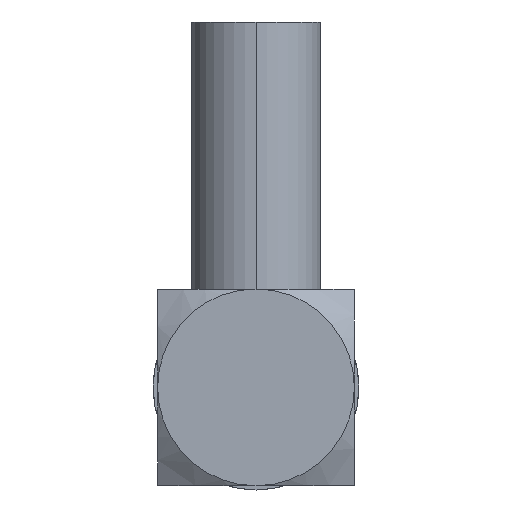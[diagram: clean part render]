
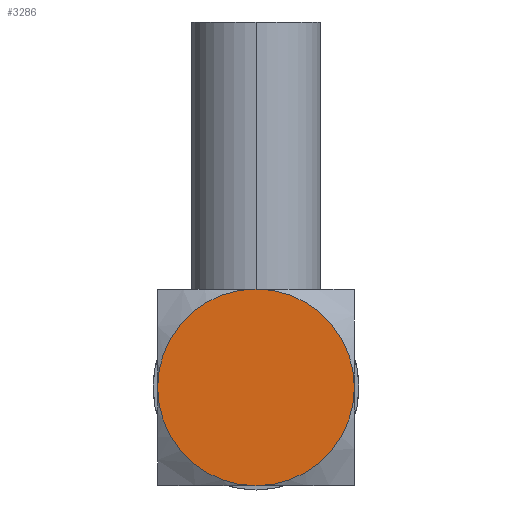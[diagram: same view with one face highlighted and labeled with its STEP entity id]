
A CAD part, front view. The second image highlights one B-rep face of the part: STEP entity #3286.
In plain terms, the highlighted planar face has unit normal (0, -1, 0).
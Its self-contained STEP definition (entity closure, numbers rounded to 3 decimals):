
#10=CARTESIAN_POINT('',(-3.5,-11.75,-3.));
#53=CARTESIAN_POINT('',(0.,-11.75,-3.));
#54=DIRECTION('',(0.,1.,0.));
#55=DIRECTION('',(0.,0.,-1.));
#56=AXIS2_PLACEMENT_3D('',#53,#54,#55);
#58=CARTESIAN_POINT('',(0.,-11.75,-3.));
#59=DIRECTION('',(0.,1.,0.));
#60=DIRECTION('',(-1.,0.,0.));
#61=AXIS2_PLACEMENT_3D('',#58,#59,#60);
#63=CARTESIAN_POINT('',(0.,-11.75,-3.));
#64=DIRECTION('',(0.,1.,0.));
#65=DIRECTION('',(0.,0.,1.));
#66=AXIS2_PLACEMENT_3D('',#63,#64,#65);
#68=CARTESIAN_POINT('',(0.,-11.75,-3.));
#69=DIRECTION('',(0.,1.,0.));
#70=DIRECTION('',(1.,0.,0.));
#71=AXIS2_PLACEMENT_3D('',#68,#69,#70);
#82=CARTESIAN_POINT('',(3.5,-11.75,-3.));
#134=CARTESIAN_POINT('',(0.,-11.75,0.5));
#197=CARTESIAN_POINT('',(0.,-11.75,-6.5));
#2850=VERTEX_POINT('',#10);
#2852=VERTEX_POINT('',#82);
#2853=VERTEX_POINT('',#197);
#2856=VERTEX_POINT('',#134);
#3273=CARTESIAN_POINT('',(-3.5,-11.75,0.5));
#3274=DIRECTION('',(0.,-1.,0.));
#3275=DIRECTION('',(0.,0.,-1.));
#3276=AXIS2_PLACEMENT_3D('',#3273,#3274,#3275);
#3277=PLANE('',#3276);
#3278=ORIENTED_EDGE('',*,*,#3253,.T.);
#3279=ORIENTED_EDGE('',*,*,#3267,.T.);
#3281=ORIENTED_EDGE('',*,*,#3280,.T.);
#3283=ORIENTED_EDGE('',*,*,#3282,.T.);
#3284=EDGE_LOOP('',(#3278,#3279,#3281,#3283));
#3285=FACE_OUTER_BOUND('',#3284,.F.);
#57=CIRCLE('',#56,3.5);
#62=CIRCLE('',#61,3.5);
#67=CIRCLE('',#66,3.5);
#72=CIRCLE('',#71,3.5);
#3253=EDGE_CURVE('',#2853,#2850,#57,.T.);
#3267=EDGE_CURVE('',#2850,#2856,#62,.T.);
#3280=EDGE_CURVE('',#2856,#2852,#67,.T.);
#3282=EDGE_CURVE('',#2852,#2853,#72,.T.);
#3286=ADVANCED_FACE('',(#3285),#3277,.T.);
